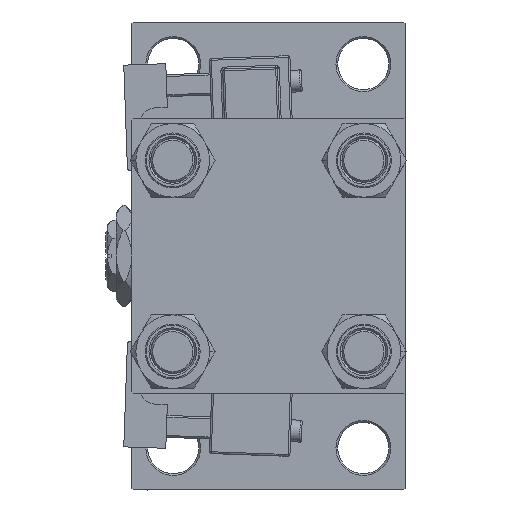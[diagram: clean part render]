
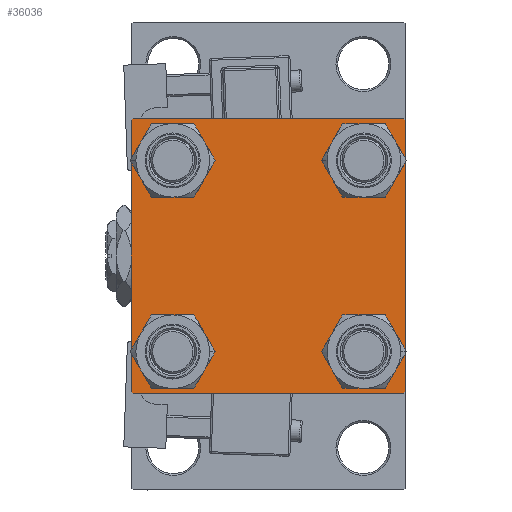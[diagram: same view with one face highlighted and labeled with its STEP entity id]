
A CAD part, left-side view. The second image highlights one B-rep face of the part: STEP entity #36036.
In plain terms, the highlighted planar face has unit normal (-1, 0, 0).
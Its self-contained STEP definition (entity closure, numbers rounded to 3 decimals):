
#143 = VERTEX_POINT ( 'NONE', #54133 ) ;
#208 = CIRCLE ( 'NONE', #7232, 6.5 ) ;
#470 = CARTESIAN_POINT ( 'NONE',  ( 0., -37.25, 37.25 ) ) ;
#738 = CIRCLE ( 'NONE', #38500, 6.5 ) ;
#1827 = EDGE_LOOP ( 'NONE', ( #47172, #47707 ) ) ;
#2183 = AXIS2_PLACEMENT_3D ( 'NONE', #9271, #14482, #26595 ) ;
#2244 = CARTESIAN_POINT ( 'NONE',  ( 0., -37.5, 37. ) ) ;
#2444 = EDGE_CURVE ( 'NONE', #14088, #37577, #28387, .T. ) ;
#3563 = FACE_OUTER_BOUND ( 'NONE', #23266, .T. ) ;
#3672 = DIRECTION ( 'NONE',  ( 0., 0., 1. ) ) ;
#4572 = LINE ( 'NONE', #29344, #32391 ) ;
#4630 = CIRCLE ( 'NONE', #29218, 6.5 ) ;
#5741 = DIRECTION ( 'NONE',  ( 1., 0., 0. ) ) ;
#6182 = DIRECTION ( 'NONE',  ( -1., 0., 0. ) ) ;
#7232 = AXIS2_PLACEMENT_3D ( 'NONE', #13860, #30657, #35055 ) ;
#7273 = VECTOR ( 'NONE', #11302, 1000. ) ;
#7514 = EDGE_LOOP ( 'NONE', ( #25651, #43071 ) ) ;
#7952 = PLANE ( 'NONE',  #31581 ) ;
#7961 = CARTESIAN_POINT ( 'NONE',  ( 0., 37., 37.5 ) ) ;
#7994 = AXIS2_PLACEMENT_3D ( 'NONE', #15474, #53440, #36112 ) ;
#8488 = EDGE_CURVE ( 'NONE', #23824, #33026, #49624, .T. ) ;
#8615 = LINE ( 'NONE', #30325, #50914 ) ;
#9052 = CARTESIAN_POINT ( 'NONE',  ( 0., 26.15, 26.15 ) ) ;
#9271 = CARTESIAN_POINT ( 'NONE',  ( 0., 26.15, -26.15 ) ) ;
#9445 = ORIENTED_EDGE ( 'NONE', *, *, #18963, .T. ) ;
#9666 = ORIENTED_EDGE ( 'NONE', *, *, #42385, .T. ) ;
#9693 = EDGE_CURVE ( 'NONE', #143, #37577, #18459, .T. ) ;
#9718 = CIRCLE ( 'NONE', #7994, 6.5 ) ;
#11006 = ORIENTED_EDGE ( 'NONE', *, *, #50728, .T. ) ;
#11109 = CARTESIAN_POINT ( 'NONE',  ( 0., 37.5, 37. ) ) ;
#11219 = VERTEX_POINT ( 'NONE', #31069 ) ;
#11302 = DIRECTION ( 'NONE',  ( 0., 0., -1. ) ) ;
#11533 = AXIS2_PLACEMENT_3D ( 'NONE', #45950, #12659, #15979 ) ;
#11738 = EDGE_LOOP ( 'NONE', ( #45185, #43479 ) ) ;
#11842 = DIRECTION ( 'NONE',  ( 0., 0.707, 0.707 ) ) ;
#12659 = DIRECTION ( 'NONE',  ( 1., 0., 0. ) ) ;
#13250 = CARTESIAN_POINT ( 'NONE',  ( 0., -37., 37.5 ) ) ;
#13860 = CARTESIAN_POINT ( 'NONE',  ( 0., -26.15, 26.15 ) ) ;
#14088 = VERTEX_POINT ( 'NONE', #2244 ) ;
#14388 = LINE ( 'NONE', #48243, #19210 ) ;
#14463 = CARTESIAN_POINT ( 'NONE',  ( 0., 26.15, 32.65 ) ) ;
#14482 = DIRECTION ( 'NONE',  ( 1., 0., 0. ) ) ;
#14523 = ORIENTED_EDGE ( 'NONE', *, *, #2444, .F. ) ;
#14682 = DIRECTION ( 'NONE',  ( 0., 0., 1. ) ) ;
#15474 = CARTESIAN_POINT ( 'NONE',  ( 0., -26.15, -26.15 ) ) ;
#15979 = DIRECTION ( 'NONE',  ( 0., 0., 1. ) ) ;
#16165 = CARTESIAN_POINT ( 'NONE',  ( 0., -26.15, 19.65 ) ) ;
#16297 = CARTESIAN_POINT ( 'NONE',  ( 0., -26.15, 26.15 ) ) ;
#16760 = AXIS2_PLACEMENT_3D ( 'NONE', #32265, #34924, #51447 ) ;
#16946 = LINE ( 'NONE', #470, #27958 ) ;
#17169 = CARTESIAN_POINT ( 'NONE',  ( 0., 26.15, 19.65 ) ) ;
#17255 = FACE_BOUND ( 'NONE', #48516, .T. ) ;
#17922 = VECTOR ( 'NONE', #20405, 1000. ) ;
#18459 = LINE ( 'NONE', #25646, #32054 ) ;
#18963 = EDGE_CURVE ( 'NONE', #14088, #30376, #16946, .T. ) ;
#19210 = VECTOR ( 'NONE', #27338, 1000. ) ;
#19395 = EDGE_CURVE ( 'NONE', #23026, #33552, #738, .T. ) ;
#20405 = DIRECTION ( 'NONE',  ( 0., 0., -1. ) ) ;
#20543 = VERTEX_POINT ( 'NONE', #47023 ) ;
#22052 = DIRECTION ( 'NONE',  ( 0., -0.707, 0.707 ) ) ;
#22460 = EDGE_CURVE ( 'NONE', #20543, #39796, #4572, .T. ) ;
#23026 = VERTEX_POINT ( 'NONE', #48154 ) ;
#23149 = ORIENTED_EDGE ( 'NONE', *, *, #32283, .F. ) ;
#23231 = CARTESIAN_POINT ( 'NONE',  ( 0., 0., 0. ) ) ;
#23266 = EDGE_LOOP ( 'NONE', ( #48571, #46457, #52966, #53112, #14523, #9445, #23149, #11006 ) ) ;
#23536 = CARTESIAN_POINT ( 'NONE',  ( 0., 37.25, 37.25 ) ) ;
#23824 = VERTEX_POINT ( 'NONE', #50479 ) ;
#24453 = FACE_BOUND ( 'NONE', #11738, .T. ) ;
#24539 = CARTESIAN_POINT ( 'NONE',  ( 0., -37.5, -37. ) ) ;
#25014 = VECTOR ( 'NONE', #40301, 1000. ) ;
#25398 = DIRECTION ( 'NONE',  ( 0., -1., 0. ) ) ;
#25646 = CARTESIAN_POINT ( 'NONE',  ( 0., -37.25, -37.25 ) ) ;
#25651 = ORIENTED_EDGE ( 'NONE', *, *, #43144, .T. ) ;
#25844 = DIRECTION ( 'NONE',  ( 1., 0., 0. ) ) ;
#26110 = DIRECTION ( 'NONE',  ( 0., 0., 1. ) ) ;
#26595 = DIRECTION ( 'NONE',  ( 0., 0., 1. ) ) ;
#27338 = DIRECTION ( 'NONE',  ( 0., -1., 0. ) ) ;
#27358 = CIRCLE ( 'NONE', #11533, 6.5 ) ;
#27813 = LINE ( 'NONE', #44314, #7273 ) ;
#27860 = EDGE_CURVE ( 'NONE', #33026, #23824, #27358, .T. ) ;
#27958 = VECTOR ( 'NONE', #11842, 1000. ) ;
#28387 = LINE ( 'NONE', #36642, #17922 ) ;
#28688 = VERTEX_POINT ( 'NONE', #37173 ) ;
#29218 = AXIS2_PLACEMENT_3D ( 'NONE', #9052, #25844, #38752 ) ;
#29226 = DIRECTION ( 'NONE',  ( 1., 0., 0. ) ) ;
#29344 = CARTESIAN_POINT ( 'NONE',  ( 0., 37.25, -37.25 ) ) ;
#30325 = CARTESIAN_POINT ( 'NONE',  ( 0., 37.5, 37.5 ) ) ;
#30376 = VERTEX_POINT ( 'NONE', #13250 ) ;
#30657 = DIRECTION ( 'NONE',  ( 1., 0., 0. ) ) ;
#31069 = CARTESIAN_POINT ( 'NONE',  ( 0., -26.15, -19.65 ) ) ;
#31581 = AXIS2_PLACEMENT_3D ( 'NONE', #23231, #6182, #14682 ) ;
#32054 = VECTOR ( 'NONE', #22052, 1000. ) ;
#32265 = CARTESIAN_POINT ( 'NONE',  ( 0., 26.15, 26.15 ) ) ;
#32283 = EDGE_CURVE ( 'NONE', #36472, #30376, #8615, .T. ) ;
#32391 = VECTOR ( 'NONE', #37854, 1000. ) ;
#32608 = LINE ( 'NONE', #23536, #25014 ) ;
#33026 = VERTEX_POINT ( 'NONE', #39246 ) ;
#33552 = VERTEX_POINT ( 'NONE', #16165 ) ;
#34127 = EDGE_CURVE ( 'NONE', #39796, #143, #14388, .T. ) ;
#34924 = DIRECTION ( 'NONE',  ( 1., 0., 0. ) ) ;
#35055 = DIRECTION ( 'NONE',  ( 0., 0., 1. ) ) ;
#36036 = ADVANCED_FACE ( 'NONE', ( #17255, #45625, #24453, #41228, #3563 ), #7952, .T. ) ;
#36112 = DIRECTION ( 'NONE',  ( 0., 0., 1. ) ) ;
#36472 = VERTEX_POINT ( 'NONE', #7961 ) ;
#36642 = CARTESIAN_POINT ( 'NONE',  ( 0., -37.5, 37.5 ) ) ;
#37173 = CARTESIAN_POINT ( 'NONE',  ( 0., -26.15, -32.65 ) ) ;
#37577 = VERTEX_POINT ( 'NONE', #24539 ) ;
#37854 = DIRECTION ( 'NONE',  ( 0., -0.707, -0.707 ) ) ;
#38500 = AXIS2_PLACEMENT_3D ( 'NONE', #16297, #29226, #3672 ) ;
#38752 = DIRECTION ( 'NONE',  ( 0., 0., 1. ) ) ;
#39246 = CARTESIAN_POINT ( 'NONE',  ( 0., 26.15, -32.65 ) ) ;
#39316 = EDGE_CURVE ( 'NONE', #28688, #11219, #9718, .T. ) ;
#39368 = EDGE_CURVE ( 'NONE', #43600, #54251, #40483, .T. ) ;
#39796 = VERTEX_POINT ( 'NONE', #40727 ) ;
#40301 = DIRECTION ( 'NONE',  ( 0., 0.707, -0.707 ) ) ;
#40483 = CIRCLE ( 'NONE', #16760, 6.5 ) ;
#40727 = CARTESIAN_POINT ( 'NONE',  ( 0., 37., -37.5 ) ) ;
#41228 = FACE_BOUND ( 'NONE', #1827, .T. ) ;
#42385 = EDGE_CURVE ( 'NONE', #33552, #23026, #208, .T. ) ;
#42965 = EDGE_CURVE ( 'NONE', #43961, #20543, #27813, .T. ) ;
#43071 = ORIENTED_EDGE ( 'NONE', *, *, #39316, .T. ) ;
#43144 = EDGE_CURVE ( 'NONE', #11219, #28688, #45937, .T. ) ;
#43221 = EDGE_CURVE ( 'NONE', #54251, #43600, #4630, .T. ) ;
#43249 = AXIS2_PLACEMENT_3D ( 'NONE', #47835, #5741, #26110 ) ;
#43479 = ORIENTED_EDGE ( 'NONE', *, *, #27860, .T. ) ;
#43600 = VERTEX_POINT ( 'NONE', #14463 ) ;
#43961 = VERTEX_POINT ( 'NONE', #11109 ) ;
#44314 = CARTESIAN_POINT ( 'NONE',  ( 0., 37.5, 37.5 ) ) ;
#45185 = ORIENTED_EDGE ( 'NONE', *, *, #8488, .T. ) ;
#45625 = FACE_BOUND ( 'NONE', #7514, .T. ) ;
#45937 = CIRCLE ( 'NONE', #43249, 6.5 ) ;
#45950 = CARTESIAN_POINT ( 'NONE',  ( 0., 26.15, -26.15 ) ) ;
#46457 = ORIENTED_EDGE ( 'NONE', *, *, #22460, .T. ) ;
#47023 = CARTESIAN_POINT ( 'NONE',  ( 0., 37.5, -37. ) ) ;
#47172 = ORIENTED_EDGE ( 'NONE', *, *, #39368, .T. ) ;
#47707 = ORIENTED_EDGE ( 'NONE', *, *, #43221, .T. ) ;
#47835 = CARTESIAN_POINT ( 'NONE',  ( 0., -26.15, -26.15 ) ) ;
#48154 = CARTESIAN_POINT ( 'NONE',  ( 0., -26.15, 32.65 ) ) ;
#48243 = CARTESIAN_POINT ( 'NONE',  ( 0., 37.5, -37.5 ) ) ;
#48516 = EDGE_LOOP ( 'NONE', ( #49067, #9666 ) ) ;
#48571 = ORIENTED_EDGE ( 'NONE', *, *, #42965, .T. ) ;
#49067 = ORIENTED_EDGE ( 'NONE', *, *, #19395, .T. ) ;
#49624 = CIRCLE ( 'NONE', #2183, 6.5 ) ;
#50479 = CARTESIAN_POINT ( 'NONE',  ( 0., 26.15, -19.65 ) ) ;
#50728 = EDGE_CURVE ( 'NONE', #36472, #43961, #32608, .T. ) ;
#50914 = VECTOR ( 'NONE', #25398, 1000. ) ;
#51447 = DIRECTION ( 'NONE',  ( 0., 0., 1. ) ) ;
#52966 = ORIENTED_EDGE ( 'NONE', *, *, #34127, .T. ) ;
#53112 = ORIENTED_EDGE ( 'NONE', *, *, #9693, .T. ) ;
#53440 = DIRECTION ( 'NONE',  ( 1., 0., 0. ) ) ;
#54133 = CARTESIAN_POINT ( 'NONE',  ( 0., -37., -37.5 ) ) ;
#54251 = VERTEX_POINT ( 'NONE', #17169 ) ;
